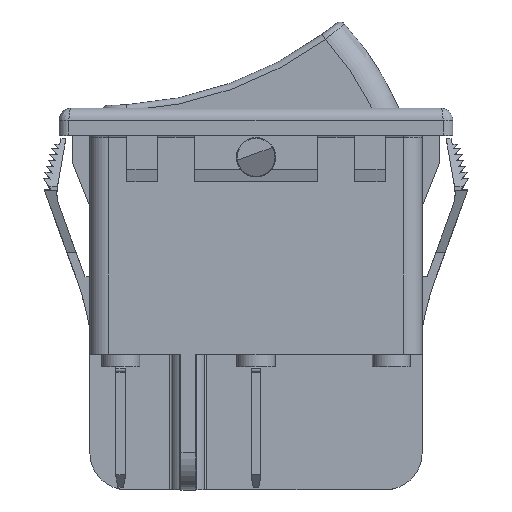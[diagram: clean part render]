
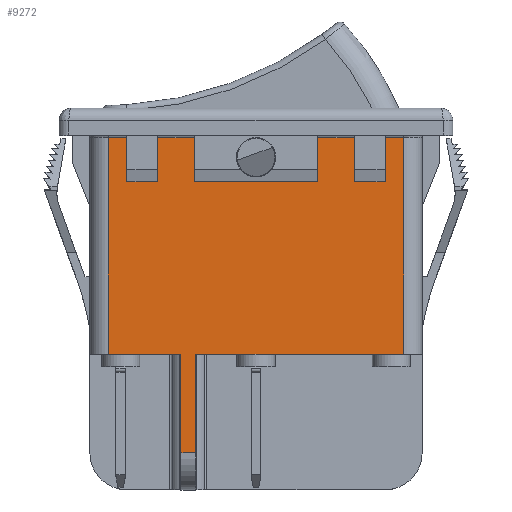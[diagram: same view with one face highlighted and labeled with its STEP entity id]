
A CAD part, top view. The second image highlights one B-rep face of the part: STEP entity #9272.
In plain terms, the highlighted planar face has unit normal (0, 0, 1).
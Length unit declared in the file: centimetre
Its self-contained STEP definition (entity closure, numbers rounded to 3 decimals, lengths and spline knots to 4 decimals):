
#675=FACE_OUTER_BOUND('',#1193,.T.);
#1193=EDGE_LOOP('',(#7271,#7272,#7273,#7274,#7275,#7276,#7277,#7278,#7279,
#7280,#7281,#7282,#7283,#7284,#7285,#7286,#7287,#7288,#7289,#7290,#7291,
#7292,#7293));
#1821=LINE('',#13622,#2932);
#1838=LINE('',#13688,#2949);
#2050=LINE('',#14184,#3161);
#2060=LINE('',#14213,#3171);
#2064=LINE('',#14227,#3175);
#2110=LINE('',#14318,#3221);
#2113=LINE('',#14327,#3224);
#2179=LINE('',#14520,#3290);
#2180=LINE('',#14521,#3291);
#2181=LINE('',#14522,#3292);
#2182=LINE('',#14524,#3293);
#2183=LINE('',#14526,#3294);
#2184=LINE('',#14528,#3295);
#2185=LINE('',#14530,#3296);
#2186=LINE('',#14532,#3297);
#2187=LINE('',#14534,#3298);
#2188=LINE('',#14536,#3299);
#2189=LINE('',#14538,#3300);
#2190=LINE('',#14540,#3301);
#2191=LINE('',#14542,#3302);
#2192=LINE('',#14544,#3303);
#2193=LINE('',#14546,#3304);
#2194=LINE('',#14547,#3305);
#2932=VECTOR('',#11027,100.);
#2949=VECTOR('',#11090,100.);
#3161=VECTOR('',#11498,100.);
#3171=VECTOR('',#11522,100.);
#3175=VECTOR('',#11538,100.);
#3221=VECTOR('',#11626,100.);
#3224=VECTOR('',#11635,100.);
#3290=VECTOR('',#11745,100.);
#3291=VECTOR('',#11746,100.);
#3292=VECTOR('',#11747,100.);
#3293=VECTOR('',#11748,100.);
#3294=VECTOR('',#11749,100.);
#3295=VECTOR('',#11750,100.);
#3296=VECTOR('',#11751,100.);
#3297=VECTOR('',#11752,100.);
#3298=VECTOR('',#11753,100.);
#3299=VECTOR('',#11754,100.);
#3300=VECTOR('',#11755,100.);
#3301=VECTOR('',#11756,100.);
#3302=VECTOR('',#11757,100.);
#3303=VECTOR('',#11758,100.);
#3304=VECTOR('',#11759,100.);
#3305=VECTOR('',#11760,100.);
#3941=VERTEX_POINT('',#13619);
#3942=VERTEX_POINT('',#13621);
#3967=VERTEX_POINT('',#13685);
#3968=VERTEX_POINT('',#13687);
#4154=VERTEX_POINT('',#14183);
#4166=VERTEX_POINT('',#14211);
#4170=VERTEX_POINT('',#14225);
#4194=VERTEX_POINT('',#14316);
#4197=VERTEX_POINT('',#14326);
#4261=VERTEX_POINT('',#14518);
#4262=VERTEX_POINT('',#14519);
#4263=VERTEX_POINT('',#14523);
#4264=VERTEX_POINT('',#14525);
#4265=VERTEX_POINT('',#14527);
#4266=VERTEX_POINT('',#14529);
#4267=VERTEX_POINT('',#14531);
#4268=VERTEX_POINT('',#14533);
#4269=VERTEX_POINT('',#14535);
#4270=VERTEX_POINT('',#14537);
#4271=VERTEX_POINT('',#14539);
#4272=VERTEX_POINT('',#14541);
#4273=VERTEX_POINT('',#14543);
#4274=VERTEX_POINT('',#14545);
#4970=EDGE_CURVE('',#3941,#3942,#1821,.T.);
#5002=EDGE_CURVE('',#3967,#3968,#1838,.T.);
#5250=EDGE_CURVE('',#3942,#4154,#2050,.T.);
#5265=EDGE_CURVE('',#4166,#3967,#2060,.T.);
#5273=EDGE_CURVE('',#4170,#4166,#2064,.T.);
#5324=EDGE_CURVE('',#4194,#3941,#2110,.T.);
#5328=EDGE_CURVE('',#4197,#3968,#2113,.T.);
#5409=EDGE_CURVE('',#4261,#4262,#2179,.T.);
#5410=EDGE_CURVE('',#4262,#4154,#2180,.T.);
#5411=EDGE_CURVE('',#4194,#4197,#2181,.T.);
#5412=EDGE_CURVE('',#4170,#4263,#2182,.T.);
#5413=EDGE_CURVE('',#4263,#4264,#2183,.T.);
#5414=EDGE_CURVE('',#4265,#4264,#2184,.T.);
#5415=EDGE_CURVE('',#4266,#4265,#2185,.T.);
#5416=EDGE_CURVE('',#4267,#4266,#2186,.T.);
#5417=EDGE_CURVE('',#4267,#4268,#2187,.T.);
#5418=EDGE_CURVE('',#4269,#4268,#2188,.T.);
#5419=EDGE_CURVE('',#4270,#4269,#2189,.T.);
#5420=EDGE_CURVE('',#4271,#4270,#2190,.T.);
#5421=EDGE_CURVE('',#4271,#4272,#2191,.T.);
#5422=EDGE_CURVE('',#4273,#4272,#2192,.T.);
#5423=EDGE_CURVE('',#4274,#4273,#2193,.T.);
#5424=EDGE_CURVE('',#4261,#4274,#2194,.T.);
#7271=ORIENTED_EDGE('',*,*,#5409,.T.);
#7272=ORIENTED_EDGE('',*,*,#5410,.T.);
#7273=ORIENTED_EDGE('',*,*,#5250,.F.);
#7274=ORIENTED_EDGE('',*,*,#4970,.F.);
#7275=ORIENTED_EDGE('',*,*,#5324,.F.);
#7276=ORIENTED_EDGE('',*,*,#5411,.T.);
#7277=ORIENTED_EDGE('',*,*,#5328,.T.);
#7278=ORIENTED_EDGE('',*,*,#5002,.F.);
#7279=ORIENTED_EDGE('',*,*,#5265,.F.);
#7280=ORIENTED_EDGE('',*,*,#5273,.F.);
#7281=ORIENTED_EDGE('',*,*,#5412,.T.);
#7282=ORIENTED_EDGE('',*,*,#5413,.T.);
#7283=ORIENTED_EDGE('',*,*,#5414,.F.);
#7284=ORIENTED_EDGE('',*,*,#5415,.F.);
#7285=ORIENTED_EDGE('',*,*,#5416,.F.);
#7286=ORIENTED_EDGE('',*,*,#5417,.T.);
#7287=ORIENTED_EDGE('',*,*,#5418,.F.);
#7288=ORIENTED_EDGE('',*,*,#5419,.F.);
#7289=ORIENTED_EDGE('',*,*,#5420,.F.);
#7290=ORIENTED_EDGE('',*,*,#5421,.T.);
#7291=ORIENTED_EDGE('',*,*,#5422,.F.);
#7292=ORIENTED_EDGE('',*,*,#5423,.F.);
#7293=ORIENTED_EDGE('',*,*,#5424,.F.);
#8849=PLANE('',#9910);
#9272=ADVANCED_FACE('',(#675),#8849,.F.);
#9910=AXIS2_PLACEMENT_3D('',#14517,#11743,#11744);
#11027=DIRECTION('',(-1.,0.,0.));
#11090=DIRECTION('',(-1.,0.,0.));
#11498=DIRECTION('',(-1.,0.,0.));
#11522=DIRECTION('',(-1.,0.,0.));
#11538=DIRECTION('',(-1.,0.,0.));
#11626=DIRECTION('',(0.,1.,0.));
#11635=DIRECTION('',(0.,1.,0.));
#11743=DIRECTION('center_axis',(0.,0.,-1.));
#11744=DIRECTION('ref_axis',(-1.,0.,0.));
#11745=DIRECTION('',(-1.,0.,0.));
#11746=DIRECTION('',(0.,-1.,0.));
#11747=DIRECTION('',(1.,0.,0.));
#11748=DIRECTION('',(0.,1.,0.));
#11749=DIRECTION('',(-1.,0.,0.));
#11750=DIRECTION('',(0.,1.,0.));
#11751=DIRECTION('',(1.,0.,0.));
#11752=DIRECTION('',(0.,-1.,0.));
#11753=DIRECTION('',(-1.,0.,0.));
#11754=DIRECTION('',(0.,1.,0.));
#11755=DIRECTION('',(1.,0.,0.));
#11756=DIRECTION('',(0.,-1.,0.));
#11757=DIRECTION('',(-1.,0.,0.));
#11758=DIRECTION('',(0.,1.,0.));
#11759=DIRECTION('',(1.,0.,0.));
#11760=DIRECTION('',(0.,-1.,0.));
#13619=CARTESIAN_POINT('',(-0.61,0.0058,1.075));
#13621=CARTESIAN_POINT('',(-1.1,0.0058,1.075));
#13622=CARTESIAN_POINT('',(1.35,0.0058,1.075));
#13685=CARTESIAN_POINT('',(0.,0.0058,1.075));
#13687=CARTESIAN_POINT('',(-0.49,0.0058,1.075));
#13688=CARTESIAN_POINT('',(1.35,0.0058,1.075));
#14183=CARTESIAN_POINT('',(-1.2,0.0058,1.075));
#14184=CARTESIAN_POINT('',(1.35,0.0058,1.075));
#14211=CARTESIAN_POINT('',(1.1,0.0058,1.075));
#14213=CARTESIAN_POINT('',(1.35,0.0058,1.075));
#14225=CARTESIAN_POINT('',(1.2,0.0058,1.075));
#14227=CARTESIAN_POINT('',(1.35,0.0058,1.075));
#14316=CARTESIAN_POINT('',(-0.61,-0.7942,1.075));
#14318=CARTESIAN_POINT('',(-0.61,-1.0942,1.075));
#14326=CARTESIAN_POINT('',(-0.49,-0.7942,1.075));
#14327=CARTESIAN_POINT('',(-0.49,-1.0942,1.075));
#14517=CARTESIAN_POINT('Origin',(1.35,0.0058,1.075));
#14518=CARTESIAN_POINT('',(-1.05,1.7658,1.075));
#14519=CARTESIAN_POINT('',(-1.2,1.7658,1.075));
#14520=CARTESIAN_POINT('',(-1.35,1.7658,1.075));
#14521=CARTESIAN_POINT('',(-1.2,0.0058,1.075));
#14522=CARTESIAN_POINT('',(-0.49,-0.7942,1.075));
#14523=CARTESIAN_POINT('',(1.2,1.7658,1.075));
#14524=CARTESIAN_POINT('',(1.2,0.0058,1.075));
#14525=CARTESIAN_POINT('',(1.05,1.7658,1.075));
#14526=CARTESIAN_POINT('',(1.05,1.7658,1.075));
#14527=CARTESIAN_POINT('',(1.05,1.4058,1.075));
#14528=CARTESIAN_POINT('',(1.05,1.4058,1.075));
#14529=CARTESIAN_POINT('',(0.8,1.4058,1.075));
#14530=CARTESIAN_POINT('',(1.05,1.4058,1.075));
#14531=CARTESIAN_POINT('',(0.8,1.7658,1.075));
#14532=CARTESIAN_POINT('',(0.8,1.4058,1.075));
#14533=CARTESIAN_POINT('',(0.5,1.7658,1.075));
#14534=CARTESIAN_POINT('',(0.5,1.7658,1.075));
#14535=CARTESIAN_POINT('',(0.5,1.4058,1.075));
#14536=CARTESIAN_POINT('',(0.5,1.4058,1.075));
#14537=CARTESIAN_POINT('',(-0.5,1.4058,1.075));
#14538=CARTESIAN_POINT('',(0.5,1.4058,1.075));
#14539=CARTESIAN_POINT('',(-0.5,1.7658,1.075));
#14540=CARTESIAN_POINT('',(-0.5,1.4058,1.075));
#14541=CARTESIAN_POINT('',(-0.8,1.7658,1.075));
#14542=CARTESIAN_POINT('',(-0.8,1.7658,1.075));
#14543=CARTESIAN_POINT('',(-0.8,1.4058,1.075));
#14544=CARTESIAN_POINT('',(-0.8,1.4058,1.075));
#14545=CARTESIAN_POINT('',(-1.05,1.4058,1.075));
#14546=CARTESIAN_POINT('',(-0.8,1.4058,1.075));
#14547=CARTESIAN_POINT('',(-1.05,1.4058,1.075));
